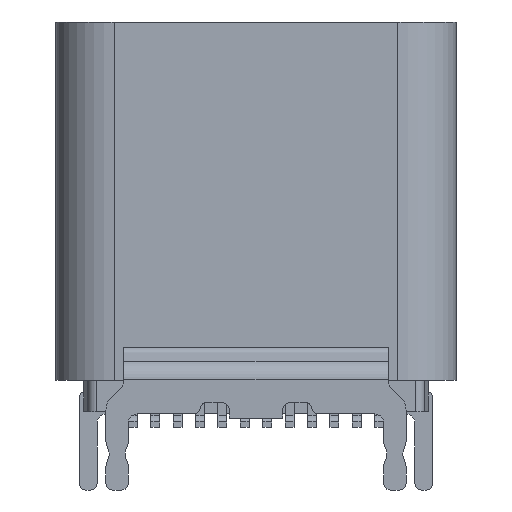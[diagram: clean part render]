
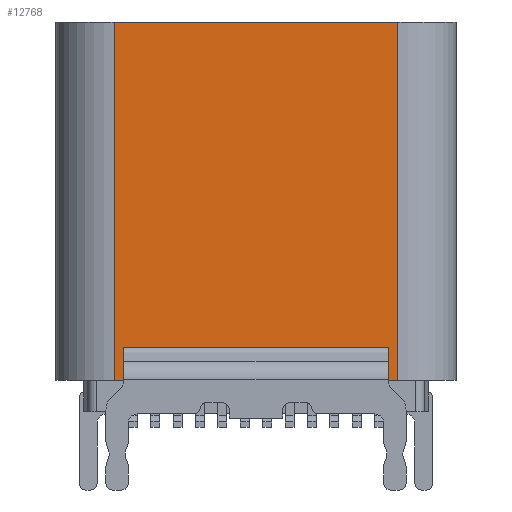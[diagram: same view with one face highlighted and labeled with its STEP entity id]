
A CAD part, front view. The second image highlights one B-rep face of the part: STEP entity #12768.
In plain terms, the highlighted planar face has unit normal (0, -1, 0).
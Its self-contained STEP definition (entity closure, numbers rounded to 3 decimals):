
#118=FACE_BOUND('',#1552,.T.);
#846=FACE_OUTER_BOUND('',#1551,.T.);
#1551=EDGE_LOOP('',(#9027,#9028,#9029,#9030,#9031,#9032,#9033,#9034));
#1552=EDGE_LOOP('',(#9035,#9036,#9037,#9038,#9039,#9040));
#2271=CIRCLE('',#13569,0.15);
#2272=CIRCLE('',#13570,0.15);
#2750=LINE('',#18554,#4115);
#2754=LINE('',#18562,#4119);
#2766=LINE('',#18595,#4131);
#2870=LINE('',#18951,#4235);
#2871=LINE('',#18954,#4236);
#2872=LINE('',#18956,#4237);
#2873=LINE('',#18957,#4238);
#2874=LINE('',#18958,#4239);
#2875=LINE('',#18961,#4240);
#2876=LINE('',#18965,#4241);
#2877=LINE('',#18967,#4242);
#2878=LINE('',#18969,#4243);
#4115=VECTOR('',#14758,0.22);
#4119=VECTOR('',#14762,0.22);
#4131=VECTOR('',#14790,6.34);
#4235=VECTOR('',#15134,8.);
#4236=VECTOR('',#15137,0.308);
#4237=VECTOR('',#15138,5.9);
#4238=VECTOR('',#15139,0.308);
#4239=VECTOR('',#15140,8.);
#4240=VECTOR('',#15141,5.912);
#4241=VECTOR('',#15144,0.387);
#4242=VECTOR('',#15145,5.9);
#4243=VECTOR('',#15146,0.387);
#5485=VERTEX_POINT('',#18551);
#5486=VERTEX_POINT('',#18553);
#5489=VERTEX_POINT('',#18559);
#5490=VERTEX_POINT('',#18561);
#5502=VERTEX_POINT('',#18592);
#5503=VERTEX_POINT('',#18594);
#5616=VERTEX_POINT('',#18953);
#5617=VERTEX_POINT('',#18955);
#5618=VERTEX_POINT('',#18959);
#5619=VERTEX_POINT('',#18960);
#5620=VERTEX_POINT('',#18962);
#5621=VERTEX_POINT('',#18964);
#5622=VERTEX_POINT('',#18966);
#5623=VERTEX_POINT('',#18968);
#6734=EDGE_CURVE('',#5486,#5485,#2750,.T.);
#6738=EDGE_CURVE('',#5490,#5489,#2754,.T.);
#6755=EDGE_CURVE('',#5502,#5503,#2766,.T.);
#6925=EDGE_CURVE('',#5503,#5485,#2870,.T.);
#6926=EDGE_CURVE('',#5489,#5616,#2871,.T.);
#6927=EDGE_CURVE('',#5617,#5616,#2872,.T.);
#6928=EDGE_CURVE('',#5617,#5486,#2873,.T.);
#6929=EDGE_CURVE('',#5490,#5502,#2874,.T.);
#6930=EDGE_CURVE('',#5618,#5619,#2875,.T.);
#6931=EDGE_CURVE('',#5618,#5620,#2271,.T.);
#6932=EDGE_CURVE('',#5620,#5621,#2876,.T.);
#6933=EDGE_CURVE('',#5621,#5622,#2877,.T.);
#6934=EDGE_CURVE('',#5622,#5623,#2878,.T.);
#6935=EDGE_CURVE('',#5623,#5619,#2272,.T.);
#9027=ORIENTED_EDGE('',*,*,#6738,.T.);
#9028=ORIENTED_EDGE('',*,*,#6926,.T.);
#9029=ORIENTED_EDGE('',*,*,#6927,.F.);
#9030=ORIENTED_EDGE('',*,*,#6928,.T.);
#9031=ORIENTED_EDGE('',*,*,#6734,.T.);
#9032=ORIENTED_EDGE('',*,*,#6925,.F.);
#9033=ORIENTED_EDGE('',*,*,#6755,.F.);
#9034=ORIENTED_EDGE('',*,*,#6929,.F.);
#9035=ORIENTED_EDGE('',*,*,#6930,.F.);
#9036=ORIENTED_EDGE('',*,*,#6931,.T.);
#9037=ORIENTED_EDGE('',*,*,#6932,.T.);
#9038=ORIENTED_EDGE('',*,*,#6933,.T.);
#9039=ORIENTED_EDGE('',*,*,#6934,.T.);
#9040=ORIENTED_EDGE('',*,*,#6935,.T.);
#12323=PLANE('',#13568);
#12768=ADVANCED_FACE('',(#846,#118),#12323,.F.);
#13568=AXIS2_PLACEMENT_3D('',#18952,#15135,#15136);
#13569=AXIS2_PLACEMENT_3D('',#18963,#15142,#15143);
#13570=AXIS2_PLACEMENT_3D('',#18970,#15147,#15148);
#14758=DIRECTION('',(1.,0.,0.));
#14762=DIRECTION('',(1.,0.,0.));
#14790=DIRECTION('',(1.,0.,0.));
#15134=DIRECTION('',(0.,0.,-1.));
#15135=DIRECTION('center_axis',(0.,1.,0.));
#15136=DIRECTION('ref_axis',(1.,0.,0.));
#15137=DIRECTION('',(0.,0.,1.));
#15138=DIRECTION('',(-1.,0.,0.));
#15139=DIRECTION('',(0.,0.,-1.));
#15140=DIRECTION('',(0.,0.,1.));
#15141=DIRECTION('',(-1.,0.,0.));
#15142=DIRECTION('center_axis',(0.,-1.,0.));
#15143=DIRECTION('ref_axis',(-0.96,0.,0.28));
#15144=DIRECTION('',(0.,0.,-1.));
#15145=DIRECTION('',(-1.,0.,0.));
#15146=DIRECTION('',(0.,0.,1.));
#15147=DIRECTION('center_axis',(0.,-1.,0.));
#15148=DIRECTION('ref_axis',(1.,0.,0.));
#18551=CARTESIAN_POINT('',(3.17,-1.58,-2.775));
#18553=CARTESIAN_POINT('',(2.95,-1.58,-2.775));
#18554=CARTESIAN_POINT('',(2.95,-1.58,-2.775));
#18559=CARTESIAN_POINT('',(-2.95,-1.58,-2.775));
#18561=CARTESIAN_POINT('',(-3.17,-1.58,-2.775));
#18562=CARTESIAN_POINT('',(-3.17,-1.58,-2.775));
#18592=CARTESIAN_POINT('',(-3.17,-1.58,5.225));
#18594=CARTESIAN_POINT('',(3.17,-1.58,5.225));
#18595=CARTESIAN_POINT('',(-3.17,-1.58,5.225));
#18951=CARTESIAN_POINT('',(3.17,-1.58,5.225));
#18952=CARTESIAN_POINT('Origin',(-3.17,-1.58,-2.425));
#18953=CARTESIAN_POINT('',(-2.95,-1.58,-2.467));
#18954=CARTESIAN_POINT('',(-2.95,-1.58,-2.775));
#18955=CARTESIAN_POINT('',(2.95,-1.58,-2.467));
#18956=CARTESIAN_POINT('',(2.95,-1.58,-2.467));
#18957=CARTESIAN_POINT('',(2.95,-1.58,-2.467));
#18958=CARTESIAN_POINT('',(-3.17,-1.58,-2.775));
#18959=CARTESIAN_POINT('',(2.956,-1.58,-2.033));
#18960=CARTESIAN_POINT('',(-2.956,-1.58,-2.033));
#18961=CARTESIAN_POINT('',(2.956,-1.58,-2.033));
#18962=CARTESIAN_POINT('',(2.95,-1.58,-2.075));
#18963=CARTESIAN_POINT('Origin',(3.1,-1.58,-2.075));
#18964=CARTESIAN_POINT('',(2.95,-1.58,-2.462));
#18965=CARTESIAN_POINT('',(2.95,-1.58,-2.075));
#18966=CARTESIAN_POINT('',(-2.95,-1.58,-2.462));
#18967=CARTESIAN_POINT('',(2.95,-1.58,-2.462));
#18968=CARTESIAN_POINT('',(-2.95,-1.58,-2.075));
#18969=CARTESIAN_POINT('',(-2.95,-1.58,-2.462));
#18970=CARTESIAN_POINT('Origin',(-3.1,-1.58,-2.075));
